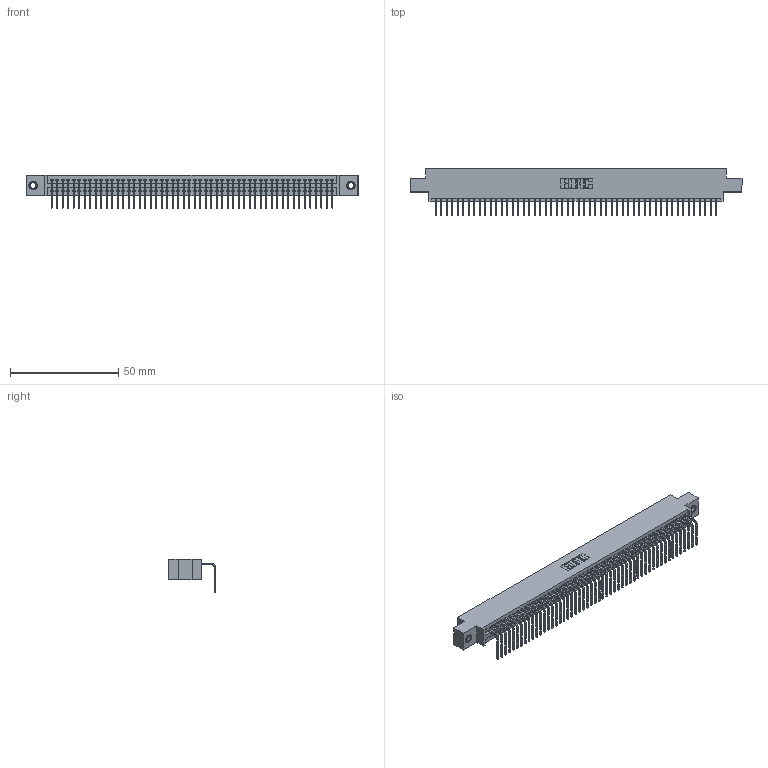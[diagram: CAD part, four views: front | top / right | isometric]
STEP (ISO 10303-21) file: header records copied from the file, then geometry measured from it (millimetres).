
FILE_DESCRIPTION (( 'STEP AP203' ), '1' );
FILE_NAME ('395-052-558-607.STEP', '2018-11-21T01:45:34', ( '' ), ( '' ), 'SwSTEP 2.0', 'SolidWorks 2016', '' );
FILE_SCHEMA (( 'CONFIG_CONTROL_DESIGN' ));
Length unit declared in the file: inch
Products named in the file (4): 345 Part_0.170 Offset - 0.156 Dia-TI; 345-292-001_558 Tail - 2; 345-250-001_345-250-005-103; 395-052-558-607
Assembly tree (55 placements, depth 2):
  395-052-558-607
    345 Part_0.170 Offset - 0.156 Dia-TI
    345-292-001_558 Tail - 2  x52
    345-250-001_345-250-005-103  x2
Bounding box: 153.29 x 21.83 x 15.37 mm (x, y, z)
Volume: 14687.8 mm3; surface area: 20831.8 mm2
Topology: 55 solids, 55 shells, 3310 faces, 9953 edges, 6558 vertices
Faces by surface type: plane 2300, cylinder 994, cone 12, torus 4
Entity records: 39192 total; most frequent: CARTESIAN_POINT 6771, ORIENTED_EDGE 6750, DIRECTION 5925, EDGE_CURVE 3375, LINE 3015, VECTOR 3015, VERTEX_POINT 2244, AXIS2_PLACEMENT_3D 1455
